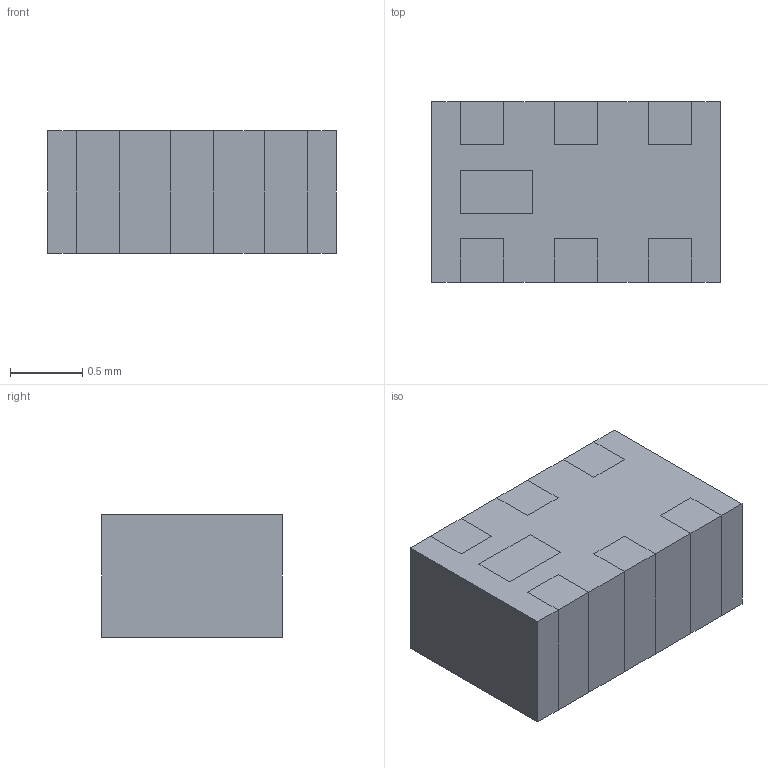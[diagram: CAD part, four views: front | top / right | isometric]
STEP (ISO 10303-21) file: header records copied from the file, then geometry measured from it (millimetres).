
FILE_DESCRIPTION(('STEP AP242'),'1');
FILE_NAME('71071043.stp','2019-01-03T22:12:51',('TraceParts'),('TraceParts S.A.'),'Spatial InterOp 3D',' ',' ');
FILE_SCHEMA(('AP242_MANAGED_MODEL_BASED_3D_ENGINEERING_MIM_LF {1 0 10303 442 1 1 4}'));
Length unit declared in the file: millimetre
Products named in the file (1): 71071043_1
Bounding box: 2 x 1.25 x 0.85 mm (x, y, z)
Volume: 2.1 mm3; surface area: 22.4 mm2
Topology: 8 solids, 8 shells, 76 faces, 180 edges, 120 vertices
Faces by surface type: plane 76
Entity records: 2464 total; most frequent: CARTESIAN_POINT 384, ORIENTED_EDGE 360, DIRECTION 348, EDGE_CURVE 180, LINE 180, VECTOR 180, VERTEX_POINT 120, AXIS2_PLACEMENT_3D 84
